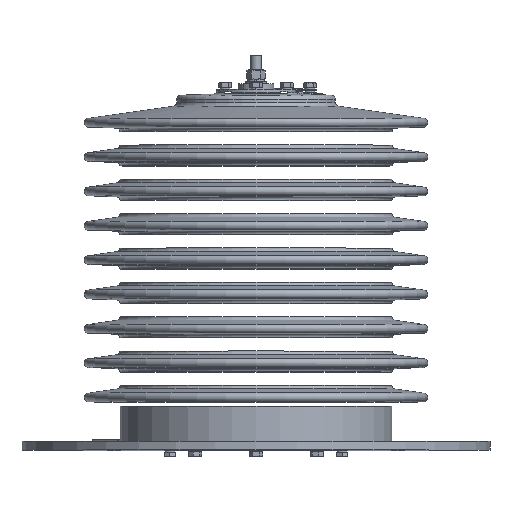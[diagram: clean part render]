
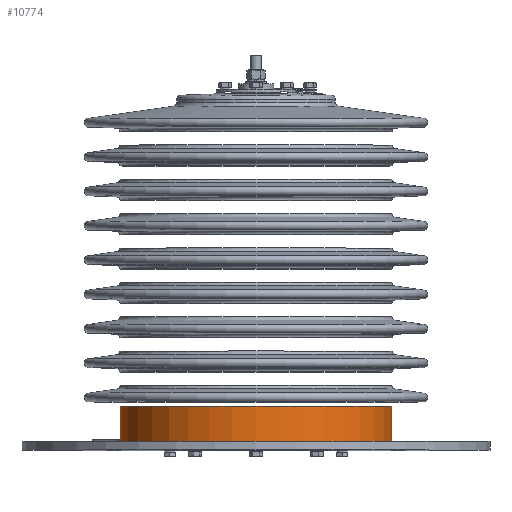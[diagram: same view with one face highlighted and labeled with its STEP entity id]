
A CAD part, top view. The second image highlights one B-rep face of the part: STEP entity #10774.
In plain terms, the highlighted cylindrical face has radius 154 mm (diameter 308 mm), a partial arc.
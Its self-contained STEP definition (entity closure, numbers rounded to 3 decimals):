
#5432 = CYLINDRICAL_SURFACE ( 'NONE', #7815, 154. ) ;
#5478 = FACE_OUTER_BOUND ( 'NONE', #6171, .T. ) ;
#6171 = EDGE_LOOP ( 'NONE', ( #24083, #24073, #24079, #24069 ) ) ;
#7295 = CIRCLE ( 'NONE', #8660, 154. ) ;
#7309 = CIRCLE ( 'NONE', #8639, 154. ) ;
#7311 = LINE ( 'NONE', #18507, #7322 ) ;
#7322 = VECTOR ( 'NONE', #18508, 1000. ) ;
#7706 = LINE ( 'NONE', #18336, #7714 ) ;
#7714 = VECTOR ( 'NONE', #18328, 1000. ) ;
#7815 = AXIS2_PLACEMENT_3D ( 'NONE', #9546, #9567, #9536 ) ;
#8639 = AXIS2_PLACEMENT_3D ( 'NONE', #18532, #18529, #18510 ) ;
#8660 = AXIS2_PLACEMENT_3D ( 'NONE', #18482, #18500, #18517 ) ;
#9536 = DIRECTION ( 'NONE',  ( -1., 0., 0. ) ) ;
#9546 = CARTESIAN_POINT ( 'NONE',  ( 0., 380.005, 0. ) ) ;
#9567 = DIRECTION ( 'NONE',  ( 0., 1., 0. ) ) ;
#10774 = ADVANCED_FACE ( 'NONE', ( #5478 ), #5432, .T. ) ;
#12251 = VERTEX_POINT ( 'NONE', #22673 ) ;
#12252 = VERTEX_POINT ( 'NONE', #22665 ) ;
#12260 = VERTEX_POINT ( 'NONE', #22682 ) ;
#12293 = VERTEX_POINT ( 'NONE', #22675 ) ;
#16497 = EDGE_CURVE ( 'NONE', #12251, #12260, #7706, .T. ) ;
#16549 = EDGE_CURVE ( 'NONE', #12293, #12251, #7295, .T. ) ;
#16551 = EDGE_CURVE ( 'NONE', #12252, #12260, #7309, .T. ) ;
#16558 = EDGE_CURVE ( 'NONE', #12293, #12252, #7311, .T. ) ;
#18328 = DIRECTION ( 'NONE',  ( 0., 1., 0. ) ) ;
#18336 = CARTESIAN_POINT ( 'NONE',  ( 154., 380.005, 0. ) ) ;
#18482 = CARTESIAN_POINT ( 'NONE',  ( 0., 0.005, 0. ) ) ;
#18500 = DIRECTION ( 'NONE',  ( 0., 1., 0. ) ) ;
#18507 = CARTESIAN_POINT ( 'NONE',  ( -154., 380.005, 0. ) ) ;
#18508 = DIRECTION ( 'NONE',  ( 0., 1., 0. ) ) ;
#18510 = DIRECTION ( 'NONE',  ( -1., 0., 0. ) ) ;
#18517 = DIRECTION ( 'NONE',  ( -1., 0., 0. ) ) ;
#18529 = DIRECTION ( 'NONE',  ( 0., 1., 0. ) ) ;
#18532 = CARTESIAN_POINT ( 'NONE',  ( 0., 39.645, 0. ) ) ;
#22665 = CARTESIAN_POINT ( 'NONE',  ( -154., 39.645, 0. ) ) ;
#22673 = CARTESIAN_POINT ( 'NONE',  ( 154., 0.005, 0. ) ) ;
#22675 = CARTESIAN_POINT ( 'NONE',  ( -154., 0.005, 0. ) ) ;
#22682 = CARTESIAN_POINT ( 'NONE',  ( 154., 39.645, 0. ) ) ;
#24069 = ORIENTED_EDGE ( 'NONE', *, *, #16558, .F. ) ;
#24073 = ORIENTED_EDGE ( 'NONE', *, *, #16497, .T. ) ;
#24079 = ORIENTED_EDGE ( 'NONE', *, *, #16551, .F. ) ;
#24083 = ORIENTED_EDGE ( 'NONE', *, *, #16549, .T. ) ;
